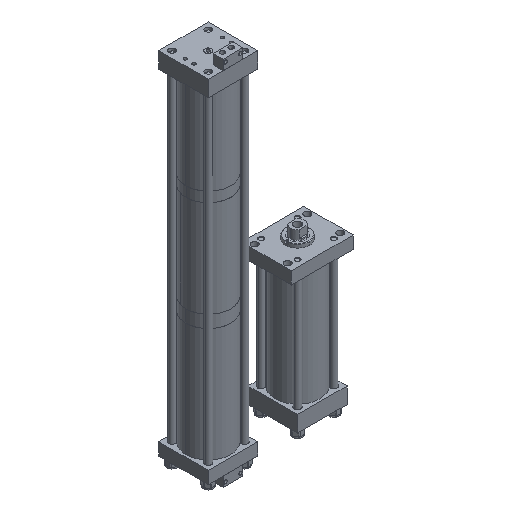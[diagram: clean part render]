
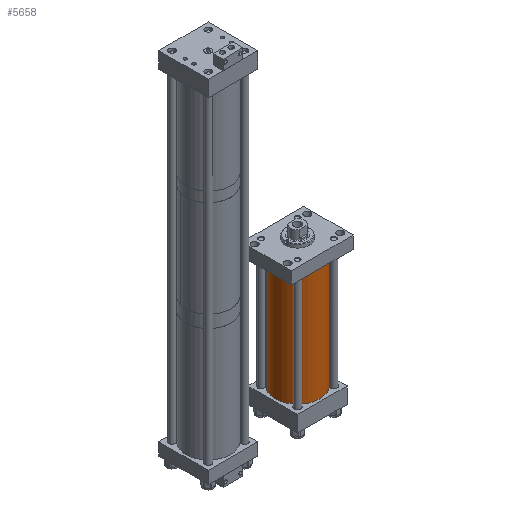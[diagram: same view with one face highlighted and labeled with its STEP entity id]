
A CAD part, isometric view. The second image highlights one B-rep face of the part: STEP entity #5658.
In plain terms, the highlighted cylindrical face has radius 57.15 mm (diameter 114.3 mm), a partial arc.
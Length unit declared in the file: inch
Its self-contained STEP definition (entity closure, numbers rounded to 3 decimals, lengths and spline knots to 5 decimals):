
#979 = DIRECTION ( 'NONE',  ( 0., 0., -1. ) ) ;
#1764 = DIRECTION ( 'NONE',  ( 0., 0., 1. ) ) ;
#1982 = LINE ( 'NONE', #4305, #7616 ) ;
#2103 = CARTESIAN_POINT ( 'NONE',  ( 0., 0., 11.625 ) ) ;
#2132 = VERTEX_POINT ( 'NONE', #10929 ) ;
#2363 = CIRCLE ( 'NONE', #7394, 2.25 ) ;
#2376 = CYLINDRICAL_SURFACE ( 'NONE', #11576, 2.25 ) ;
#2520 = CARTESIAN_POINT ( 'NONE',  ( 0., 0., 11.625 ) ) ;
#2641 = CARTESIAN_POINT ( 'NONE',  ( 2.25, 0., 0. ) ) ;
#3537 = ORIENTED_EDGE ( 'NONE', *, *, #5485, .F. ) ;
#3603 = DIRECTION ( 'NONE',  ( 1., 0., 0. ) ) ;
#4283 = AXIS2_PLACEMENT_3D ( 'NONE', #2520, #12169, #3603 ) ;
#4305 = CARTESIAN_POINT ( 'NONE',  ( -2.25, 0., 11.625 ) ) ;
#4513 = VERTEX_POINT ( 'NONE', #2641 ) ;
#4586 = EDGE_CURVE ( 'NONE', #2132, #4513, #12950, .T. ) ;
#4841 = ORIENTED_EDGE ( 'NONE', *, *, #12708, .F. ) ;
#5485 = EDGE_CURVE ( 'NONE', #2132, #6792, #7326, .T. ) ;
#5658 = ADVANCED_FACE ( 'NONE', ( #10201 ), #2376, .T. ) ;
#6306 = EDGE_CURVE ( 'NONE', #4513, #9827, #2363, .T. ) ;
#6772 = CARTESIAN_POINT ( 'NONE',  ( -2.25, 0., 11.625 ) ) ;
#6792 = VERTEX_POINT ( 'NONE', #6772 ) ;
#7030 = DIRECTION ( 'NONE',  ( 0., 0., -1. ) ) ;
#7199 = CARTESIAN_POINT ( 'NONE',  ( 0., 0., 0. ) ) ;
#7326 = CIRCLE ( 'NONE', #4283, 2.25 ) ;
#7394 = AXIS2_PLACEMENT_3D ( 'NONE', #7199, #1764, #10332 ) ;
#7616 = VECTOR ( 'NONE', #979, 39.37008 ) ;
#7764 = EDGE_LOOP ( 'NONE', ( #3537, #10960, #9352, #4841 ) ) ;
#9352 = ORIENTED_EDGE ( 'NONE', *, *, #6306, .T. ) ;
#9555 = CARTESIAN_POINT ( 'NONE',  ( -2.25, 0., 0. ) ) ;
#9827 = VERTEX_POINT ( 'NONE', #9555 ) ;
#10201 = FACE_OUTER_BOUND ( 'NONE', #7764, .T. ) ;
#10215 = VECTOR ( 'NONE', #7030, 39.37008 ) ;
#10332 = DIRECTION ( 'NONE',  ( 1., 0., 0. ) ) ;
#10929 = CARTESIAN_POINT ( 'NONE',  ( 2.25, 0., 11.625 ) ) ;
#10960 = ORIENTED_EDGE ( 'NONE', *, *, #4586, .T. ) ;
#11576 = AXIS2_PLACEMENT_3D ( 'NONE', #2103, #13944, #14027 ) ;
#12169 = DIRECTION ( 'NONE',  ( 0., 0., 1. ) ) ;
#12431 = CARTESIAN_POINT ( 'NONE',  ( 2.25, 0., 11.625 ) ) ;
#12708 = EDGE_CURVE ( 'NONE', #6792, #9827, #1982, .T. ) ;
#12950 = LINE ( 'NONE', #12431, #10215 ) ;
#13944 = DIRECTION ( 'NONE',  ( 0., 0., -1. ) ) ;
#14027 = DIRECTION ( 'NONE',  ( -1., 0., 0. ) ) ;
